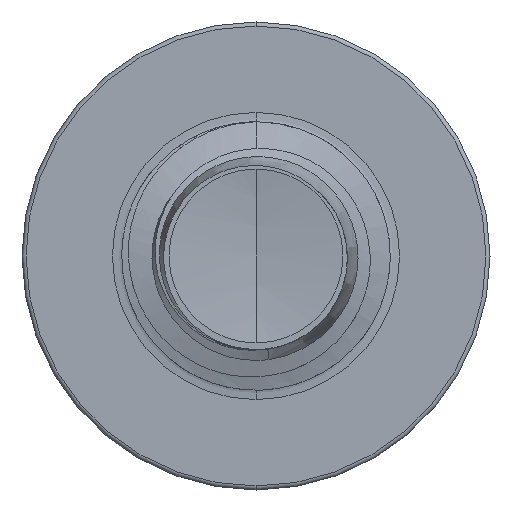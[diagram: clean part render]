
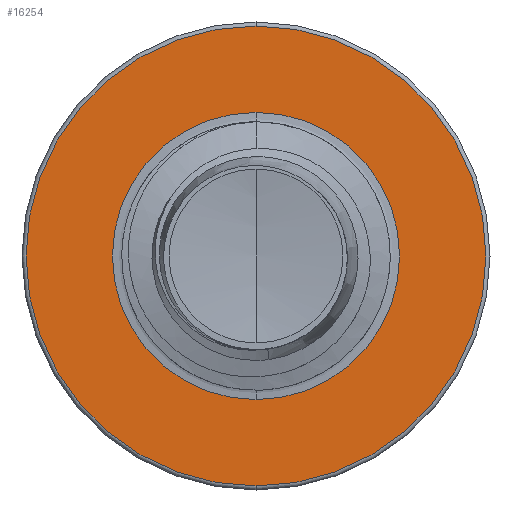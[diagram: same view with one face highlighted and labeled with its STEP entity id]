
A CAD part, front view. The second image highlights one B-rep face of the part: STEP entity #16254.
In plain terms, the highlighted planar face has unit normal (0, -1, 0).
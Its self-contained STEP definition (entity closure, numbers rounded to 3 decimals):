
#498 = CIRCLE ( 'NONE', #16340, 2.998 ) ;
#631 = AXIS2_PLACEMENT_3D ( 'NONE', #14690, #4727, #4801 ) ;
#881 = DIRECTION ( 'NONE',  ( 0., 0., 1. ) ) ;
#907 = DIRECTION ( 'NONE',  ( 0., 1., 0. ) ) ;
#926 = CARTESIAN_POINT ( 'NONE',  ( 0., 6.5, 0. ) ) ;
#1003 = PLANE ( 'NONE',  #631 ) ;
#1040 = DIRECTION ( 'NONE',  ( 0., 0., 1. ) ) ;
#1097 = DIRECTION ( 'NONE',  ( 0., 1., 0. ) ) ;
#1126 = CARTESIAN_POINT ( 'NONE',  ( 0., 6.5, 0. ) ) ;
#1232 = EDGE_LOOP ( 'NONE', ( #17671, #7924 ) ) ;
#1245 = EDGE_CURVE ( 'NONE', #16537, #17353, #498, .T. ) ;
#4385 = EDGE_CURVE ( 'NONE', #10785, #17529, #11487, .T. ) ;
#4421 = AXIS2_PLACEMENT_3D ( 'NONE', #1126, #1097, #1040 ) ;
#4727 = DIRECTION ( 'NONE',  ( 0., 1., 0. ) ) ;
#4801 = DIRECTION ( 'NONE',  ( 0., 0., 1. ) ) ;
#5933 = DIRECTION ( 'NONE',  ( 0., 0., 1. ) ) ;
#6290 = EDGE_LOOP ( 'NONE', ( #7815, #13383 ) ) ;
#6650 = CARTESIAN_POINT ( 'NONE',  ( 0., 6.5, 2.998 ) ) ;
#6979 = FACE_BOUND ( 'NONE', #6290, .T. ) ;
#7023 = AXIS2_PLACEMENT_3D ( 'NONE', #926, #907, #881 ) ;
#7178 = CARTESIAN_POINT ( 'NONE',  ( 0., 6.5, 0. ) ) ;
#7394 = DIRECTION ( 'NONE',  ( 0., 0., 1. ) ) ;
#7419 = DIRECTION ( 'NONE',  ( 0., 1., 0. ) ) ;
#7444 = CARTESIAN_POINT ( 'NONE',  ( 0., 6.5, 0. ) ) ;
#7815 = ORIENTED_EDGE ( 'NONE', *, *, #14168, .T. ) ;
#7924 = ORIENTED_EDGE ( 'NONE', *, *, #11947, .F. ) ;
#7946 = CARTESIAN_POINT ( 'NONE',  ( 0., 6.5, -1.872 ) ) ;
#10785 = VERTEX_POINT ( 'NONE', #7946 ) ;
#11036 = DIRECTION ( 'NONE',  ( 0., 1., 0. ) ) ;
#11487 = CIRCLE ( 'NONE', #7023, 1.872 ) ;
#11947 = EDGE_CURVE ( 'NONE', #17353, #16537, #14980, .T. ) ;
#13018 = CARTESIAN_POINT ( 'NONE',  ( 0., 6.5, -2.997 ) ) ;
#13383 = ORIENTED_EDGE ( 'NONE', *, *, #4385, .T. ) ;
#13522 = AXIS2_PLACEMENT_3D ( 'NONE', #7444, #7419, #7394 ) ;
#14168 = EDGE_CURVE ( 'NONE', #17529, #10785, #16669, .T. ) ;
#14690 = CARTESIAN_POINT ( 'NONE',  ( 0., 6.5, -1.872 ) ) ;
#14903 = CARTESIAN_POINT ( 'NONE',  ( 0., 6.5, 1.872 ) ) ;
#14980 = CIRCLE ( 'NONE', #4421, 2.998 ) ;
#15513 = FACE_OUTER_BOUND ( 'NONE', #1232, .T. ) ;
#16254 = ADVANCED_FACE ( 'NONE', ( #15513, #6979 ), #1003, .F. ) ;
#16340 = AXIS2_PLACEMENT_3D ( 'NONE', #7178, #11036, #5933 ) ;
#16537 = VERTEX_POINT ( 'NONE', #6650 ) ;
#16669 = CIRCLE ( 'NONE', #13522, 1.872 ) ;
#17353 = VERTEX_POINT ( 'NONE', #13018 ) ;
#17529 = VERTEX_POINT ( 'NONE', #14903 ) ;
#17671 = ORIENTED_EDGE ( 'NONE', *, *, #1245, .F. ) ;
